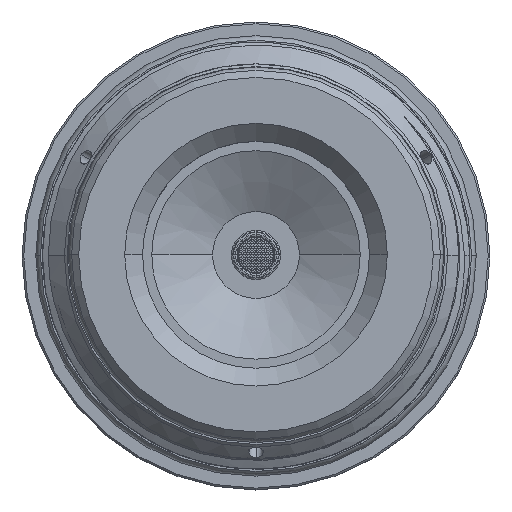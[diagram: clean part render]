
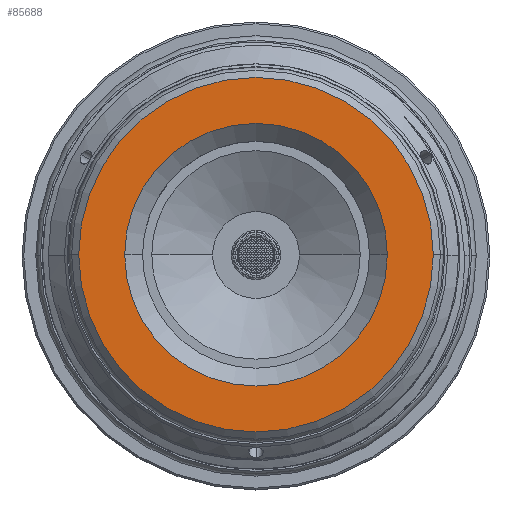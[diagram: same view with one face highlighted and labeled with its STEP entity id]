
A CAD part, top view. The second image highlights one B-rep face of the part: STEP entity #85688.
In plain terms, the highlighted planar face has unit normal (0, 0, 1).
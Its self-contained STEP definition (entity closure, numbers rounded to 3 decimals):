
#12051 = ORIENTED_EDGE ( 'NONE', *, *, #83111, .T. ) ;
#12052 = ORIENTED_EDGE ( 'NONE', *, *, #19013, .T. ) ;
#12053 = ORIENTED_EDGE ( 'NONE', *, *, #83161, .F. ) ;
#12054 = ORIENTED_EDGE ( 'NONE', *, *, #19015, .F. ) ;
#16366 = CIRCLE ( 'NONE', #22762, 14.7 ) ;
#16486 = CIRCLE ( 'NONE', #22794, 19.84 ) ;
#16619 = EDGE_LOOP ( 'NONE', ( #12053, #12054 ) ) ;
#16809 = EDGE_LOOP ( 'NONE', ( #12051, #12052 ) ) ;
#19013 = EDGE_CURVE ( 'NONE', #89056, #88957, #47242, .T. ) ;
#19015 = EDGE_CURVE ( 'NONE', #90138, #90485, #47232, .T. ) ;
#22333 = AXIS2_PLACEMENT_3D ( 'NONE', #74222, #74223, #74224 ) ;
#22334 = AXIS2_PLACEMENT_3D ( 'NONE', #74225, #74226, #74227 ) ;
#22762 = AXIS2_PLACEMENT_3D ( 'NONE', #51645, #51646, #51647 ) ;
#22794 = AXIS2_PLACEMENT_3D ( 'NONE', #51909, #51910, #51911 ) ;
#47232 = CIRCLE ( 'NONE', #22334, 19.84 ) ;
#47242 = CIRCLE ( 'NONE', #22333, 14.7 ) ;
#51645 = CARTESIAN_POINT ( 'NONE',  ( 0., 0., 130.25 ) ) ;
#51646 = DIRECTION ( 'NONE',  ( 0., 0., -1. ) ) ;
#51647 = DIRECTION ( 'NONE',  ( -1., 0., 0. ) ) ;
#51909 = CARTESIAN_POINT ( 'NONE',  ( 0., 0., 130.25 ) ) ;
#51910 = DIRECTION ( 'NONE',  ( 0., 0., -1. ) ) ;
#51911 = DIRECTION ( 'NONE',  ( -1., 0., 0. ) ) ;
#66243 = AXIS2_PLACEMENT_3D ( 'NONE', #71345, #71350, #71351 ) ;
#69190 = FACE_BOUND ( 'NONE', #16809, .T. ) ;
#69221 = FACE_OUTER_BOUND ( 'NONE', #16619, .T. ) ;
#71345 = CARTESIAN_POINT ( 'NONE',  ( 0., 0., 130.25 ) ) ;
#71348 = PLANE ( 'NONE',  #66243 ) ;
#71350 = DIRECTION ( 'NONE',  ( 0., 0., -1. ) ) ;
#71351 = DIRECTION ( 'NONE',  ( -1., 0., 0. ) ) ;
#71696 = CARTESIAN_POINT ( 'NONE',  ( 14.7, 0., 130.25 ) ) ;
#71743 = CARTESIAN_POINT ( 'NONE',  ( -14.7, 0., 130.25 ) ) ;
#72257 = CARTESIAN_POINT ( 'NONE',  ( 19.84, 0., 130.25 ) ) ;
#72436 = CARTESIAN_POINT ( 'NONE',  ( -19.84, 0., 130.25 ) ) ;
#74222 = CARTESIAN_POINT ( 'NONE',  ( 0., 0., 130.25 ) ) ;
#74223 = DIRECTION ( 'NONE',  ( 0., 0., -1. ) ) ;
#74224 = DIRECTION ( 'NONE',  ( -1., 0., 0. ) ) ;
#74225 = CARTESIAN_POINT ( 'NONE',  ( 0., 0., 130.25 ) ) ;
#74226 = DIRECTION ( 'NONE',  ( 0., 0., -1. ) ) ;
#74227 = DIRECTION ( 'NONE',  ( -1., 0., 0. ) ) ;
#83111 = EDGE_CURVE ( 'NONE', #88957, #89056, #16366, .T. ) ;
#83161 = EDGE_CURVE ( 'NONE', #90485, #90138, #16486, .T. ) ;
#85688 = ADVANCED_FACE ( 'NONE', ( #69190, #69221 ), #71348, .F. ) ;
#88957 = VERTEX_POINT ( 'NONE', #71696 ) ;
#89056 = VERTEX_POINT ( 'NONE', #71743 ) ;
#90138 = VERTEX_POINT ( 'NONE', #72257 ) ;
#90485 = VERTEX_POINT ( 'NONE', #72436 ) ;
